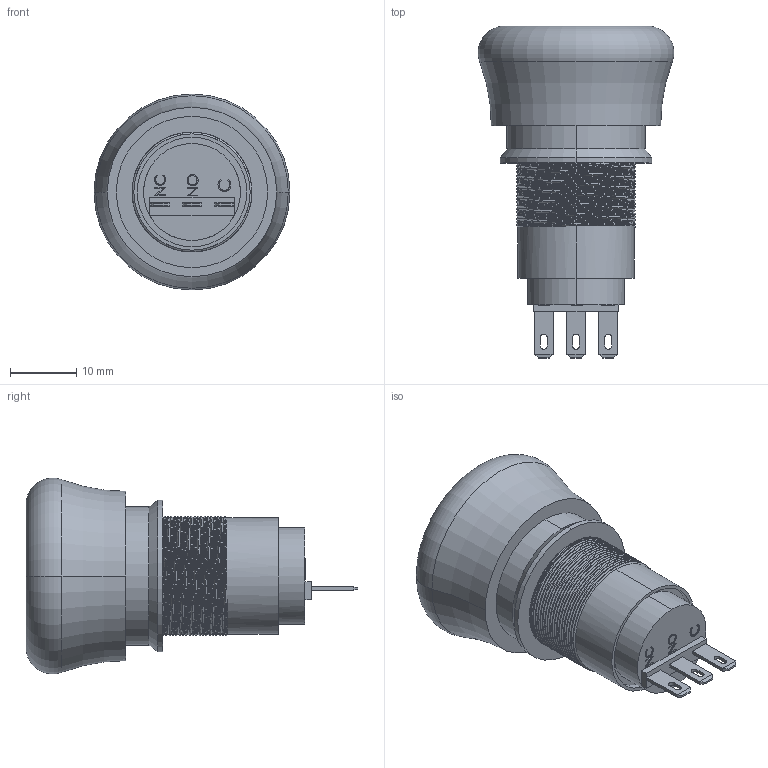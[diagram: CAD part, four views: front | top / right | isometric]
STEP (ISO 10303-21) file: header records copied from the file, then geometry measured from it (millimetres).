
FILE_DESCRIPTION (( 'STEP AP203' ), '1' );
FILE_NAME ('Emergency Stop Button.STEP', '2018-04-20T08:55:56', ( 'MEF1984' ), ( '' ), 'SwSTEP 2.0', 'SolidWorks 2017', '' );
FILE_SCHEMA (( 'CONFIG_CONTROL_DESIGN' ));
Length unit declared in the file: millimetre
Products named in the file (1): Emergency Stop Button
Bounding box: 29.49 x 49.98 x 29.49 mm (x, y, z)
Volume: 15696.7 mm3; surface area: 4560.6 mm2
Topology: 1 solids, 1 shells, 218 faces, 569 edges, 372 vertices
Faces by surface type: plane 100, bspline 58, cylinder 54, torus 4, cone 2
Entity records: 16304 total; most frequent: CARTESIAN_POINT 11427, ORIENTED_EDGE 1138, DIRECTION 738, EDGE_CURVE 569, VERTEX_POINT 372, VECTOR 328, LINE 328, EDGE_LOOP 243
